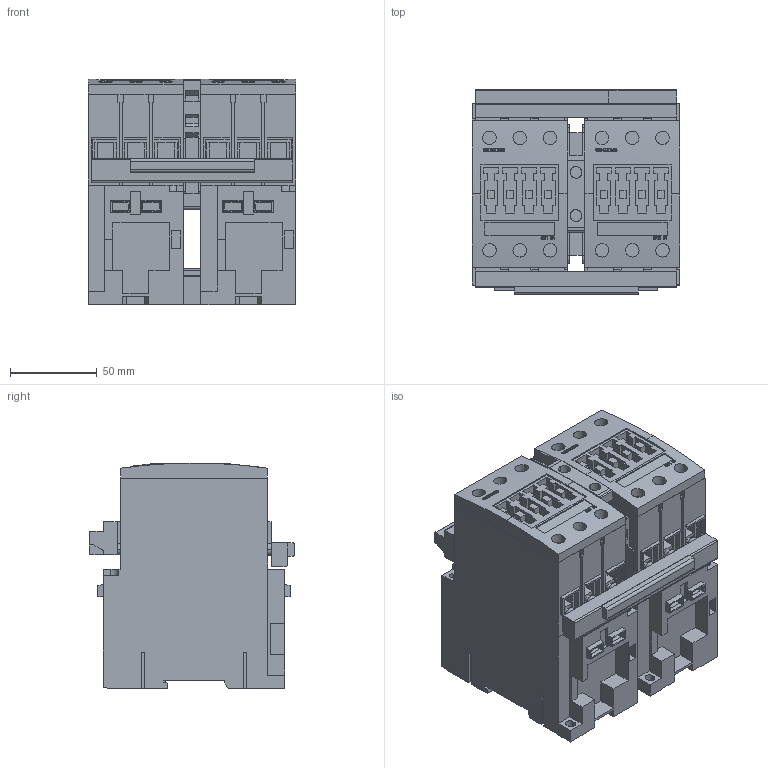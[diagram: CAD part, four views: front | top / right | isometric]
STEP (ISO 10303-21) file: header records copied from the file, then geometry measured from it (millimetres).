
FILE_DESCRIPTION (( 'STEP AP214' ), '1' );
FILE_NAME ('3RA1334_00001888_000__3D.STEP', '2006-11-29T13:54:07', ( '' ), ( '' ), 'SwSTEP 2.0', 'SolidWorks 2007', '' );
FILE_SCHEMA (( 'AUTOMOTIVE_DESIGN' ));
Length unit declared in the file: millimetre
Products named in the file (6): z_5530001_02_000_ V2_Standard; Verbindungsclip_10mm_bearb_Standard; 3RA1334_00001888_000__3D; Verdrahtungsbausteine_S3_fuer_Zusammenbau_Standard; 3RT10341BB440AA2_Standard; Mech. Sperrglied_Standard
Assembly tree (6 placements, depth 2):
  3RA1334_00001888_000__3D
    Verbindungsclip_10mm_bearb_Standard  x2
    Verdrahtungsbausteine_S3_fuer_Zusammenbau_Standard
    Mech. Sperrglied_Standard
    3RT10341BB440AA2_Standard
    z_5530001_02_000_ V2_Standard
Bounding box: 120 x 118.57 x 130.57 mm (x, y, z)
Volume: 1290730.3 mm3; surface area: 175714.9 mm2
Topology: 21 solids, 23 shells, 1917 faces, 5177 edges, 3420 vertices
Faces by surface type: plane 1515, bspline 224, cylinder 178
Entity records: 90747 total; most frequent: CARTESIAN_POINT 26228, ORIENTED_EDGE 9908, DIRECTION 8083, EDGE_CURVE 4954, VECTOR 3999, LINE 3999, VERTEX_POINT 3276, AXIS2_PLACEMENT_3D 2042
